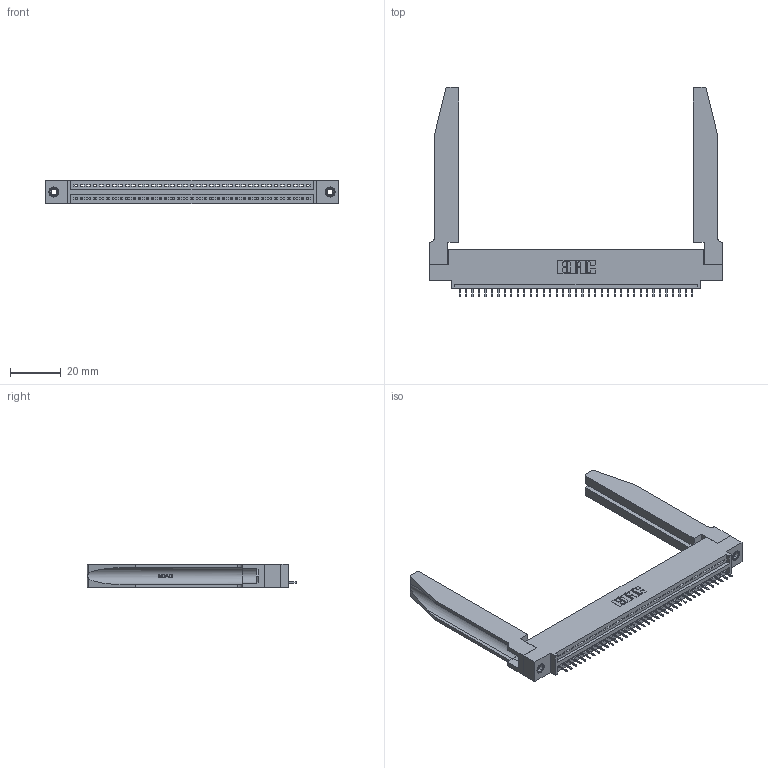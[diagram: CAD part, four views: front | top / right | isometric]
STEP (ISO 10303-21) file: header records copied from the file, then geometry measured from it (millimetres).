
FILE_DESCRIPTION (( 'STEP AP203' ), '1' );
FILE_NAME ('395-037-525-478.STEP', '2020-09-24T00:27:27', ( '' ), ( '' ), 'SwSTEP 2.0', 'SolidWorks 2020', '' );
FILE_SCHEMA (( 'CONFIG_CONTROL_DESIGN' ));
Length unit declared in the file: inch
Products named in the file (5): 345-292-001_345-293-125; 345-250-001_345-250-001-102; 395-037-525-478; 345-220-078_345-220-078; 345 Part_0.110 Offset - 0.156 Dia-TH
Assembly tree (42 placements, depth 2):
  395-037-525-478
    345 Part_0.110 Offset - 0.156 Dia-TH
    345-292-001_345-293-125  x37
    345-250-001_345-250-001-102  x2
    345-220-078_345-220-078  x2
Bounding box: 115.21 x 82.47 x 9.4 mm (x, y, z)
Volume: 18448.3 mm3; surface area: 20545.6 mm2
Topology: 42 solids, 42 shells, 2658 faces, 7621 edges, 4922 vertices
Faces by surface type: plane 1928, cylinder 678, bspline 36, cone 12, torus 4
Entity records: 33466 total; most frequent: CARTESIAN_POINT 6694, ORIENTED_EDGE 5562, DIRECTION 4861, EDGE_CURVE 2781, LINE 2411, VECTOR 2411, VERTEX_POINT 1844, AXIS2_PLACEMENT_3D 1225
